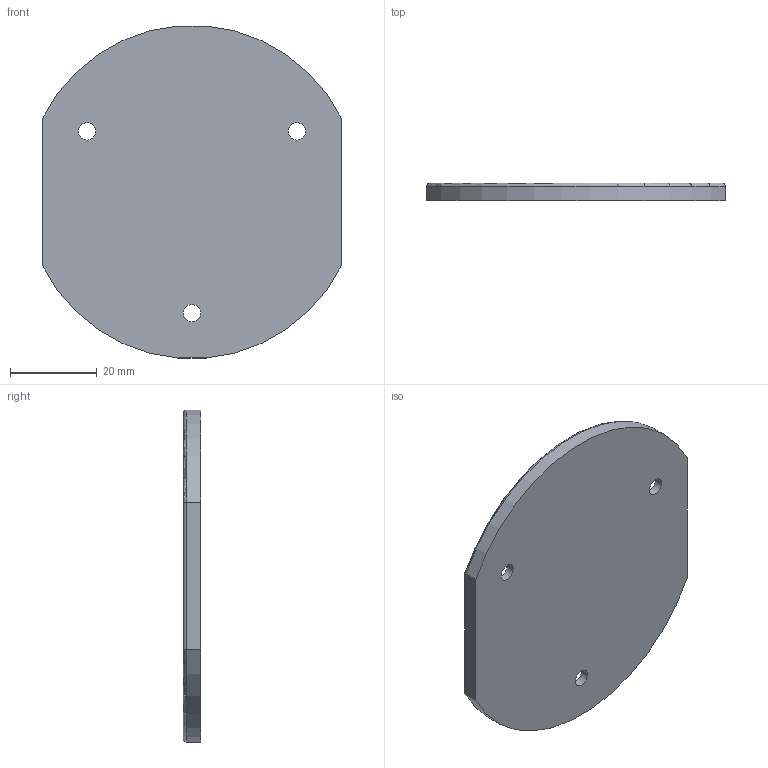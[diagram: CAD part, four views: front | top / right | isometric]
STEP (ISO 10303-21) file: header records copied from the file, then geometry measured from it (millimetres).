
FILE_DESCRIPTION((''),'2;1');
FILE_NAME('035320','2020-12-14T10:20:56',('teru'),(''),'CREO PARAMETRIC BY PTC INC, 2017380','CREO PARAMETRIC BY PTC INC, 2017380','');
FILE_SCHEMA(('CONFIG_CONTROL_DESIGN'));
Length unit declared in the file: millimetre
Products named in the file (1): 035320
Bounding box: 69 x 4 x 76.72 mm (x, y, z)
Volume: 9748.8 mm3; surface area: 10225.7 mm2
Topology: 1 solids, 1 shells, 311 faces, 888 edges, 588 vertices
Faces by surface type: plane 285, cylinder 18, torus 8
Entity records: 10028 total; most frequent: CARTESIAN_POINT 1829, ORIENTED_EDGE 1776, DIRECTION 1546, EDGE_CURVE 888, VECTOR 840, LINE 840, VERTEX_POINT 588, AXIS2_PLACEMENT_3D 353
